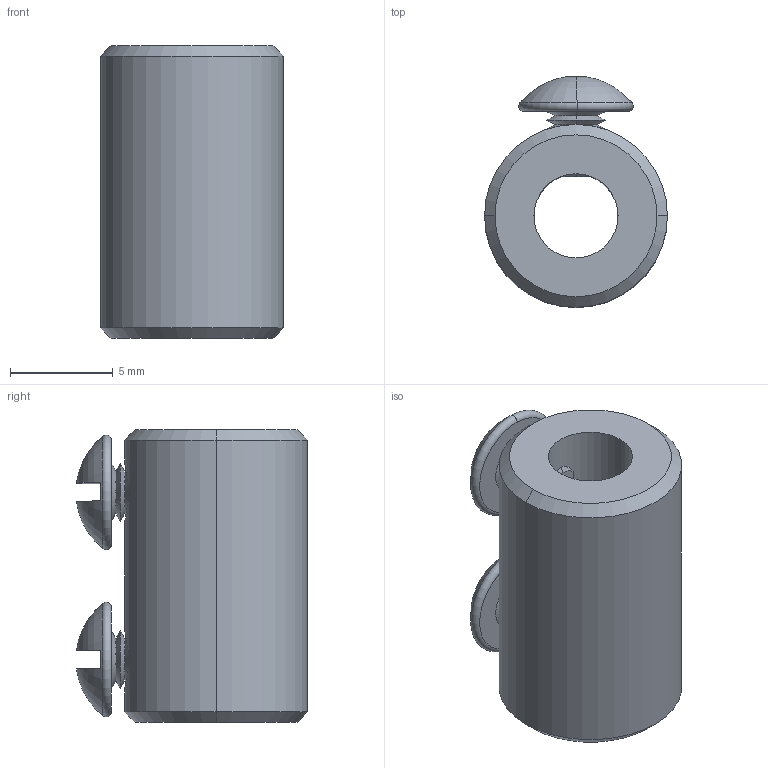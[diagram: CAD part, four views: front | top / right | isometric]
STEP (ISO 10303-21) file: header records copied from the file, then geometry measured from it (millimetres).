
FILE_DESCRIPTION (( 'STEP AP203' ), '1' );
FILE_NAME ('A0725-7-CN.STEP', '2020-09-25T12:35:02', ( '' ), ( '' ), 'SwSTEP 2.0', 'SolidWorks 2020', '' );
FILE_SCHEMA (( 'CONFIG_CONTROL_DESIGN' ));
Length unit declared in the file: inch
Products named in the file (1): A0725-7-CN
Bounding box: 8.89 x 11.23 x 14.22 mm (x, y, z)
Volume: 736.6 mm3; surface area: 873.6 mm2
Topology: 1 solids, 11 shells, 138 faces, 313 edges, 185 vertices
Faces by surface type: cone 108, plane 14, cylinder 8, torus 8
Entity records: 4131 total; most frequent: CARTESIAN_POINT 883, DIRECTION 720, ORIENTED_EDGE 626, EDGE_CURVE 313, AXIS2_PLACEMENT_3D 304, VERTEX_POINT 185, CIRCLE 165, EDGE_LOOP 148
